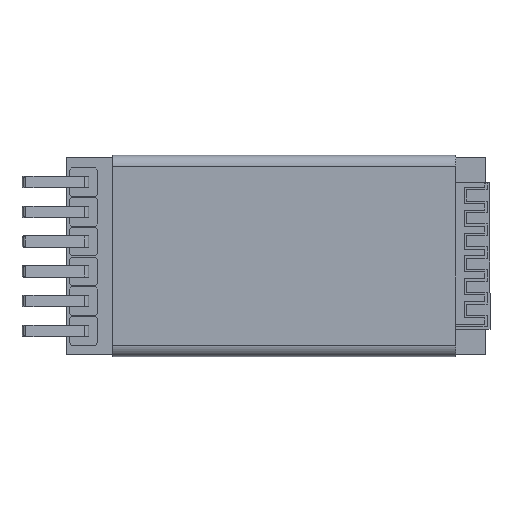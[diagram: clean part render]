
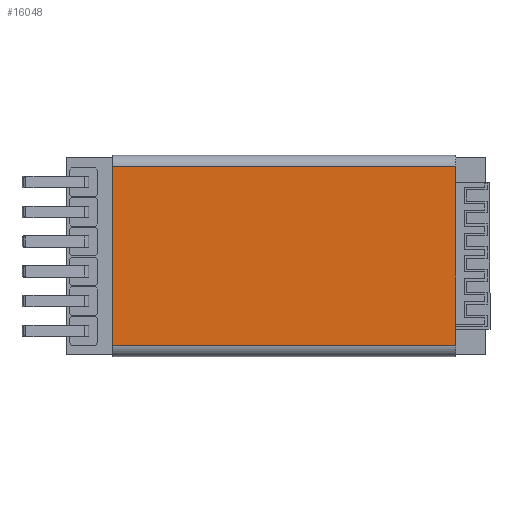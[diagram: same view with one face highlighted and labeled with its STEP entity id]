
A CAD part, top view. The second image highlights one B-rep face of the part: STEP entity #16048.
In plain terms, the highlighted planar face has unit normal (0, 0, 1).
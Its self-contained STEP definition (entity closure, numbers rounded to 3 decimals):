
#294 = AXIS2_PLACEMENT_3D ( 'NONE', #12036, #14740, #10892 ) ;
#1127 = EDGE_LOOP ( 'NONE', ( #13592, #16755, #14546, #9152 ) ) ;
#1552 = LINE ( 'NONE', #6799, #12133 ) ;
#2385 = CARTESIAN_POINT ( 'NONE',  ( -14.3, 7.8, 3.5 ) ) ;
#2837 = EDGE_CURVE ( 'NONE', #15894, #6832, #6175, .T. ) ;
#3823 = DIRECTION ( 'NONE',  ( 0., 1., 0. ) ) ;
#4325 = EDGE_CURVE ( 'NONE', #6832, #16943, #11882, .T. ) ;
#6175 = LINE ( 'NONE', #12395, #15688 ) ;
#6723 = VECTOR ( 'NONE', #8093, 1000. ) ;
#6787 = DIRECTION ( 'NONE',  ( -1., 0., 0. ) ) ;
#6799 = CARTESIAN_POINT ( 'NONE',  ( 15.7, -7.8, 3.5 ) ) ;
#6832 = VERTEX_POINT ( 'NONE', #10211 ) ;
#8093 = DIRECTION ( 'NONE',  ( 0., 1., 0. ) ) ;
#9080 = EDGE_CURVE ( 'NONE', #15795, #16943, #14873, .T. ) ;
#9152 = ORIENTED_EDGE ( 'NONE', *, *, #9080, .T. ) ;
#9690 = DIRECTION ( 'NONE',  ( -1., 0., 0. ) ) ;
#10211 = CARTESIAN_POINT ( 'NONE',  ( -14.3, -7.8, 3.5 ) ) ;
#10649 = EDGE_CURVE ( 'NONE', #15894, #15795, #1552, .T. ) ;
#10892 = DIRECTION ( 'NONE',  ( 1., 0., 0. ) ) ;
#11837 = VECTOR ( 'NONE', #6787, 1000. ) ;
#11882 = LINE ( 'NONE', #16344, #6723 ) ;
#12036 = CARTESIAN_POINT ( 'NONE',  ( 15.7, -7.8, 3.5 ) ) ;
#12133 = VECTOR ( 'NONE', #3823, 1000. ) ;
#12395 = CARTESIAN_POINT ( 'NONE',  ( 15.7, -7.8, 3.5 ) ) ;
#13540 = CARTESIAN_POINT ( 'NONE',  ( 15.7, 7.8, 3.5 ) ) ;
#13592 = ORIENTED_EDGE ( 'NONE', *, *, #4325, .F. ) ;
#13775 = CARTESIAN_POINT ( 'NONE',  ( 15.7, 7.8, 3.5 ) ) ;
#14013 = CARTESIAN_POINT ( 'NONE',  ( 15.7, -7.8, 3.5 ) ) ;
#14546 = ORIENTED_EDGE ( 'NONE', *, *, #10649, .T. ) ;
#14740 = DIRECTION ( 'NONE',  ( 0., 0., 1. ) ) ;
#14873 = LINE ( 'NONE', #13775, #11837 ) ;
#15688 = VECTOR ( 'NONE', #9690, 1000. ) ;
#15705 = FACE_OUTER_BOUND ( 'NONE', #1127, .T. ) ;
#15795 = VERTEX_POINT ( 'NONE', #13540 ) ;
#15894 = VERTEX_POINT ( 'NONE', #14013 ) ;
#16048 = ADVANCED_FACE ( 'NONE', ( #15705 ), #17511, .T. ) ;
#16344 = CARTESIAN_POINT ( 'NONE',  ( -14.3, -7.8, 3.5 ) ) ;
#16755 = ORIENTED_EDGE ( 'NONE', *, *, #2837, .F. ) ;
#16943 = VERTEX_POINT ( 'NONE', #2385 ) ;
#17511 = PLANE ( 'NONE',  #294 ) ;
